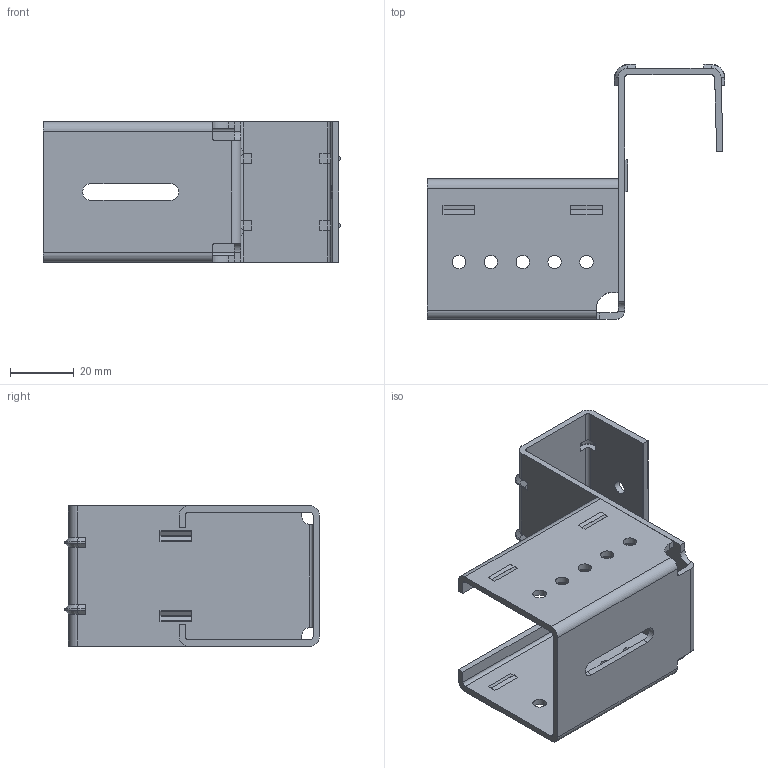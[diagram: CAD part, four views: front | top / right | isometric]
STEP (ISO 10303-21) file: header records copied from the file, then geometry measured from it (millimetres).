
FILE_DESCRIPTION(('FreeCAD Model'),'2;1');
FILE_NAME('Open CASCADE Shape Model','2024-03-20T11:00:55',(''),(''), 'Open CASCADE STEP processor 7.6','FreeCAD','Unknown');
FILE_SCHEMA(('AUTOMOTIVE_DESIGN { 1 0 10303 214 1 1 1 1 }'));
Length unit declared in the file: millimetre
Products named in the file (2): STI8-SRGB; 062AHSD28M1
Assembly tree (1 placements, depth 2):
  STI8-SRGB
    062AHSD28M1
Bounding box: 93.42 x 79.92 x 44 mm (x, y, z)
Volume: 26531.9 mm3; surface area: 28714.4 mm2
Topology: 1 solids, 1 shells, 233 faces, 638 edges, 419 vertices
Faces by surface type: plane 132, cylinder 89, cone 8, torus 4
Full cylindrical faces by diameter (mm): 4.2 x11
Entity records: 16166 total; most frequent: CARTESIAN_POINT 3119, DIRECTION 2500, LINE 1501, VECTOR 1501, ORIENTED_EDGE 1276, PCURVE 1276, DEFINITIONAL_REPRESENTATION 1276, EDGE_CURVE 638
